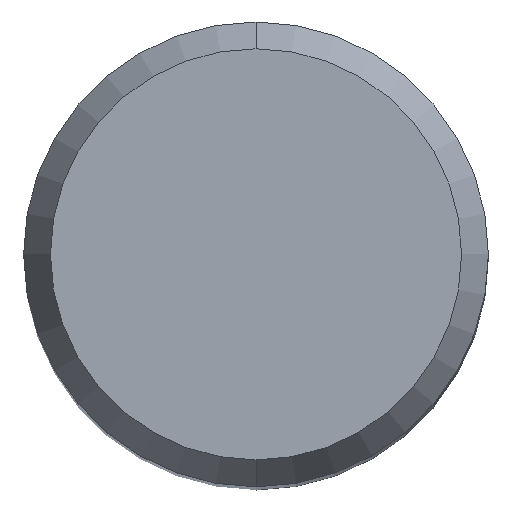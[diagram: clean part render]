
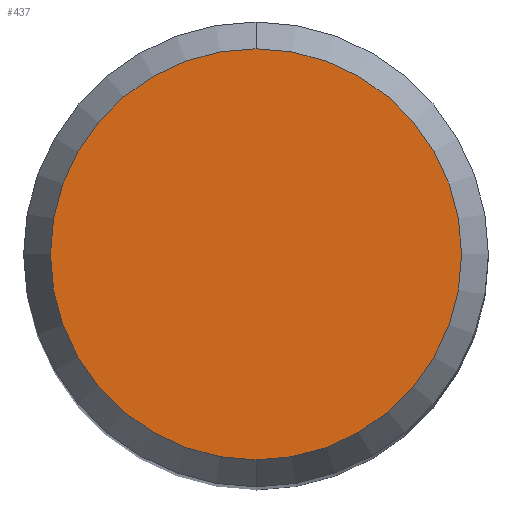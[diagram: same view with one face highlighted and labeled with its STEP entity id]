
A CAD part, top view. The second image highlights one B-rep face of the part: STEP entity #437.
In plain terms, the highlighted planar face has unit normal (0, 0, 1).
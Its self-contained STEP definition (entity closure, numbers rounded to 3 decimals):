
#205=EDGE_CURVE('',#339,#421,#564,.T.);
#339=VERTEX_POINT('',#715);
#421=VERTEX_POINT('',#805);
#437=ADVANCED_FACE('',(#821),#822,.T.);
#489=EDGE_CURVE('',#421,#339,#880,.T.);
#564=CIRCLE('',#955,4.423);
#715=CARTESIAN_POINT('',(0.0,4.423,0.0));
#805=CARTESIAN_POINT('',(0.,-4.423,0.0));
#821=FACE_OUTER_BOUND('',#1471,.T.);
#822=PLANE('',#1472);
#880=CIRCLE('',#1582,4.423);
#955=AXIS2_PLACEMENT_3D('',#1693,#1694,#1695);
#1471=EDGE_LOOP('',(#1957,#1958));
#1472=AXIS2_PLACEMENT_3D('',#1959,#1960,#1961);
#1582=AXIS2_PLACEMENT_3D('',#2047,#2048,#2049);
#1693=CARTESIAN_POINT('',(0.0,0.0,0.0));
#1694=DIRECTION('',(0.0,0.0,-1.0));
#1695=DIRECTION('',(0.0,1.0,0.0));
#1957=ORIENTED_EDGE('',*,*,#205,.F.);
#1958=ORIENTED_EDGE('',*,*,#489,.F.);
#1959=CARTESIAN_POINT('',(0.0,2.211,0.0));
#1960=DIRECTION('',(-0.0,0.0,1.0));
#1961=DIRECTION('',(0.0,-1.0,0.0));
#2047=CARTESIAN_POINT('',(0.0,0.0,0.0));
#2048=DIRECTION('',(0.0,0.0,-1.0));
#2049=DIRECTION('',(0.0,1.0,0.0));
